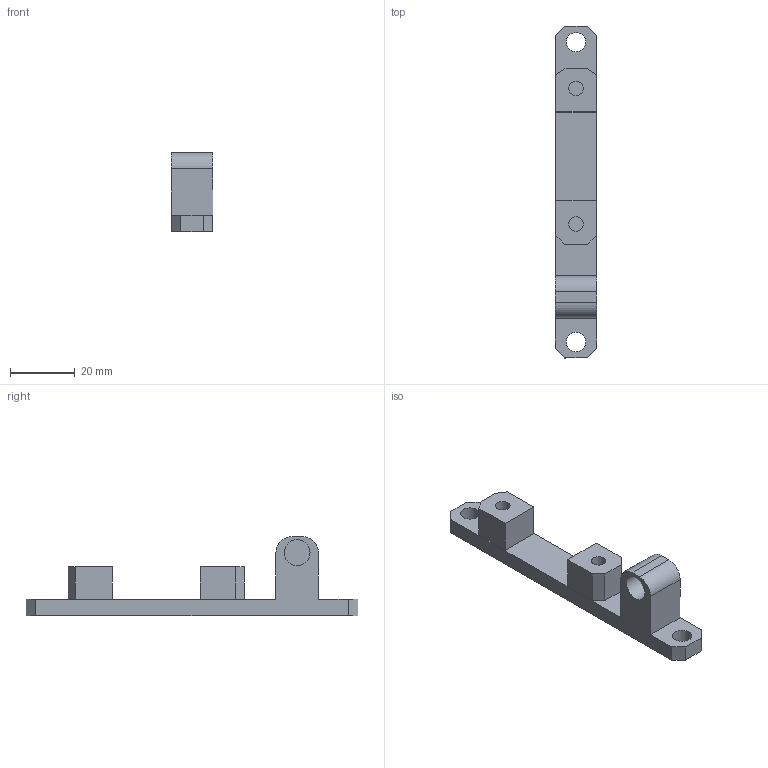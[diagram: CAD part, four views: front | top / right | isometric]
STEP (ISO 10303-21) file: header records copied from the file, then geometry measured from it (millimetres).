
FILE_DESCRIPTION(/* description */ (''),/* implementation_level */ '2;1');
FILE_NAME(/* name */ 'Ferrari Achsaufnahme.step',/* time_stamp */ '2022-09-22T17:47:18+02:00',/* author */ (''),/* organization */ (''),/* preprocessor_version */ 'ST-DEVELOPER v19',/* originating_system */ 'Autodesk Translation Framework v11.7.0.108',/* authorisation */ '');
FILE_SCHEMA (('AUTOMOTIVE_DESIGN { 1 0 10303 214 3 1 1 }'));
Length unit declared in the file: millimetre
Products named in the file (1): Super Halter Gleitbock
Bounding box: 12.97 x 102.92 x 24.5 mm (x, y, z)
Volume: 11995.4 mm3; surface area: 6313.2 mm2
Topology: 1 solids, 1 shells, 40 faces, 99 edges, 66 vertices
Faces by surface type: plane 33, cylinder 7
Full cylindrical faces by diameter (mm): 4.5 x2, 6 x2, 8 x1
Entity records: 1225 total; most frequent: CARTESIAN_POINT 206, ORIENTED_EDGE 198, DIRECTION 195, EDGE_CURVE 99, LINE 85, VECTOR 85, VERTEX_POINT 66, AXIS2_PLACEMENT_3D 55
